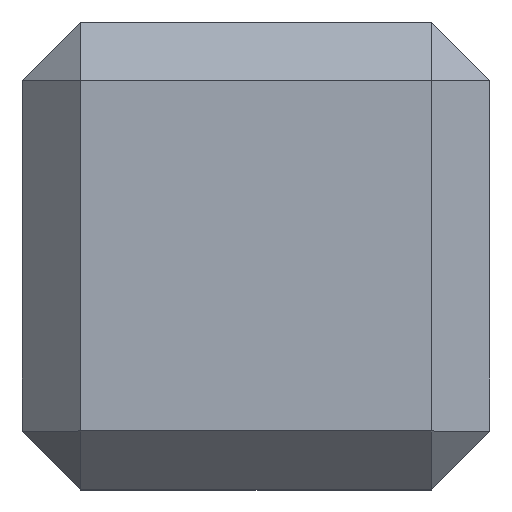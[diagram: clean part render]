
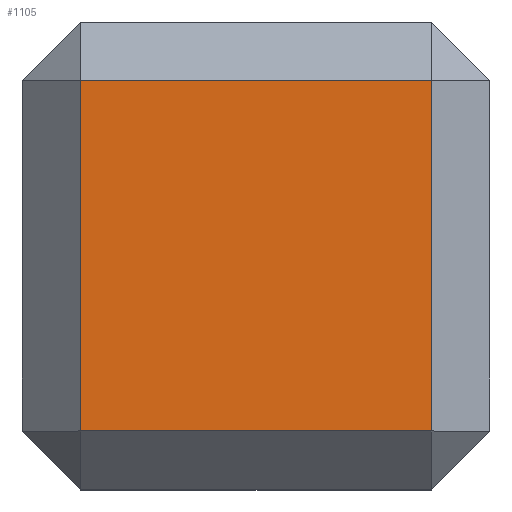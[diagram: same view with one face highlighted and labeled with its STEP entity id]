
A CAD part, top view. The second image highlights one B-rep face of the part: STEP entity #1105.
In plain terms, the highlighted planar face has unit normal (0, 0, 1).
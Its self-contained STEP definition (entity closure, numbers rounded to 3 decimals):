
#100 = PLANE('',#101);
#101 = AXIS2_PLACEMENT_3D('',#102,#103,#104);
#102 = CARTESIAN_POINT('',(-8.,7.,12.));
#103 = DIRECTION('',(0.,0.707,0.707));
#104 = DIRECTION('',(-1.,-0.,-0.));
#421 = VERTEX_POINT('',#422);
#422 = CARTESIAN_POINT('',(-6.,6.,13.));
#445 = VERTEX_POINT('',#446);
#446 = CARTESIAN_POINT('',(6.,6.,13.));
#467 = EDGE_CURVE('',#421,#445,#468,.T.);
#468 = SURFACE_CURVE('',#469,(#473,#480),.PCURVE_S1.);
#469 = LINE('',#470,#471);
#470 = CARTESIAN_POINT('',(-8.,6.,13.));
#471 = VECTOR('',#472,1.);
#472 = DIRECTION('',(1.,0.,0.));
#473 = PCURVE('',#100,#474);
#474 = DEFINITIONAL_REPRESENTATION('',(#475),#479);
#475 = LINE('',#476,#477);
#476 = CARTESIAN_POINT('',(-0.,1.414));
#477 = VECTOR('',#478,1.);
#478 = DIRECTION('',(-1.,0.));
#479 = ( GEOMETRIC_REPRESENTATION_CONTEXT(2) 
PARAMETRIC_REPRESENTATION_CONTEXT() REPRESENTATION_CONTEXT('2D SPACE',''
  ) );
#480 = PCURVE('',#481,#486);
#481 = PLANE('',#482);
#482 = AXIS2_PLACEMENT_3D('',#483,#484,#485);
#483 = CARTESIAN_POINT('',(0.,0.,13.));
#484 = DIRECTION('',(0.,0.,1.));
#485 = DIRECTION('',(1.,0.,0.));
#486 = DEFINITIONAL_REPRESENTATION('',(#487),#491);
#487 = LINE('',#488,#489);
#488 = CARTESIAN_POINT('',(-8.,6.));
#489 = VECTOR('',#490,1.);
#490 = DIRECTION('',(1.,0.));
#491 = ( GEOMETRIC_REPRESENTATION_CONTEXT(2) 
PARAMETRIC_REPRESENTATION_CONTEXT() REPRESENTATION_CONTEXT('2D SPACE',''
  ) );
#887 = PLANE('',#888);
#888 = AXIS2_PLACEMENT_3D('',#889,#890,#891);
#889 = CARTESIAN_POINT('',(-7.,-8.,12.));
#890 = DIRECTION('',(-0.707,0.,0.707));
#891 = DIRECTION('',(-0.,-1.,-0.));
#1042 = PLANE('',#1043);
#1043 = AXIS2_PLACEMENT_3D('',#1044,#1045,#1046);
#1044 = CARTESIAN_POINT('',(7.,8.,12.));
#1045 = DIRECTION('',(0.707,0.,0.707));
#1046 = DIRECTION('',(0.,-1.,0.));
#1105 = ADVANCED_FACE('',(#1106),#481,.T.);
#1106 = FACE_BOUND('',#1107,.T.);
#1107 = EDGE_LOOP('',(#1108,#1138,#1159,#1160));
#1108 = ORIENTED_EDGE('',*,*,#1109,.F.);
#1109 = EDGE_CURVE('',#1110,#1112,#1114,.T.);
#1110 = VERTEX_POINT('',#1111);
#1111 = CARTESIAN_POINT('',(6.,-6.,13.));
#1112 = VERTEX_POINT('',#1113);
#1113 = CARTESIAN_POINT('',(-6.,-6.,13.));
#1114 = SURFACE_CURVE('',#1115,(#1119,#1126),.PCURVE_S1.);
#1115 = LINE('',#1116,#1117);
#1116 = CARTESIAN_POINT('',(8.,-6.,13.));
#1117 = VECTOR('',#1118,1.);
#1118 = DIRECTION('',(-1.,0.,0.));
#1119 = PCURVE('',#481,#1120);
#1120 = DEFINITIONAL_REPRESENTATION('',(#1121),#1125);
#1121 = LINE('',#1122,#1123);
#1122 = CARTESIAN_POINT('',(8.,-6.));
#1123 = VECTOR('',#1124,1.);
#1124 = DIRECTION('',(-1.,0.));
#1125 = ( GEOMETRIC_REPRESENTATION_CONTEXT(2) 
PARAMETRIC_REPRESENTATION_CONTEXT() REPRESENTATION_CONTEXT('2D SPACE',''
  ) );
#1126 = PCURVE('',#1127,#1132);
#1127 = PLANE('',#1128);
#1128 = AXIS2_PLACEMENT_3D('',#1129,#1130,#1131);
#1129 = CARTESIAN_POINT('',(8.,-7.,12.));
#1130 = DIRECTION('',(0.,-0.707,0.707));
#1131 = DIRECTION('',(-1.,0.,0.));
#1132 = DEFINITIONAL_REPRESENTATION('',(#1133),#1137);
#1133 = LINE('',#1134,#1135);
#1134 = CARTESIAN_POINT('',(0.,-1.414));
#1135 = VECTOR('',#1136,1.);
#1136 = DIRECTION('',(1.,0.));
#1137 = ( GEOMETRIC_REPRESENTATION_CONTEXT(2) 
PARAMETRIC_REPRESENTATION_CONTEXT() REPRESENTATION_CONTEXT('2D SPACE',''
  ) );
#1138 = ORIENTED_EDGE('',*,*,#1139,.F.);
#1139 = EDGE_CURVE('',#445,#1110,#1140,.T.);
#1140 = SURFACE_CURVE('',#1141,(#1145,#1152),.PCURVE_S1.);
#1141 = LINE('',#1142,#1143);
#1142 = CARTESIAN_POINT('',(6.,8.,13.));
#1143 = VECTOR('',#1144,1.);
#1144 = DIRECTION('',(0.,-1.,0.));
#1145 = PCURVE('',#481,#1146);
#1146 = DEFINITIONAL_REPRESENTATION('',(#1147),#1151);
#1147 = LINE('',#1148,#1149);
#1148 = CARTESIAN_POINT('',(6.,8.));
#1149 = VECTOR('',#1150,1.);
#1150 = DIRECTION('',(0.,-1.));
#1151 = ( GEOMETRIC_REPRESENTATION_CONTEXT(2) 
PARAMETRIC_REPRESENTATION_CONTEXT() REPRESENTATION_CONTEXT('2D SPACE',''
  ) );
#1152 = PCURVE('',#1042,#1153);
#1153 = DEFINITIONAL_REPRESENTATION('',(#1154),#1158);
#1154 = LINE('',#1155,#1156);
#1155 = CARTESIAN_POINT('',(0.,-1.414));
#1156 = VECTOR('',#1157,1.);
#1157 = DIRECTION('',(1.,0.));
#1158 = ( GEOMETRIC_REPRESENTATION_CONTEXT(2) 
PARAMETRIC_REPRESENTATION_CONTEXT() REPRESENTATION_CONTEXT('2D SPACE',''
  ) );
#1159 = ORIENTED_EDGE('',*,*,#467,.F.);
#1160 = ORIENTED_EDGE('',*,*,#1161,.F.);
#1161 = EDGE_CURVE('',#1112,#421,#1162,.T.);
#1162 = SURFACE_CURVE('',#1163,(#1167,#1174),.PCURVE_S1.);
#1163 = LINE('',#1164,#1165);
#1164 = CARTESIAN_POINT('',(-6.,-8.,13.));
#1165 = VECTOR('',#1166,1.);
#1166 = DIRECTION('',(0.,1.,0.));
#1167 = PCURVE('',#481,#1168);
#1168 = DEFINITIONAL_REPRESENTATION('',(#1169),#1173);
#1169 = LINE('',#1170,#1171);
#1170 = CARTESIAN_POINT('',(-6.,-8.));
#1171 = VECTOR('',#1172,1.);
#1172 = DIRECTION('',(0.,1.));
#1173 = ( GEOMETRIC_REPRESENTATION_CONTEXT(2) 
PARAMETRIC_REPRESENTATION_CONTEXT() REPRESENTATION_CONTEXT('2D SPACE',''
  ) );
#1174 = PCURVE('',#887,#1175);
#1175 = DEFINITIONAL_REPRESENTATION('',(#1176),#1180);
#1176 = LINE('',#1177,#1178);
#1177 = CARTESIAN_POINT('',(-0.,1.414));
#1178 = VECTOR('',#1179,1.);
#1179 = DIRECTION('',(-1.,0.));
#1180 = ( GEOMETRIC_REPRESENTATION_CONTEXT(2) 
PARAMETRIC_REPRESENTATION_CONTEXT() REPRESENTATION_CONTEXT('2D SPACE',''
  ) );
